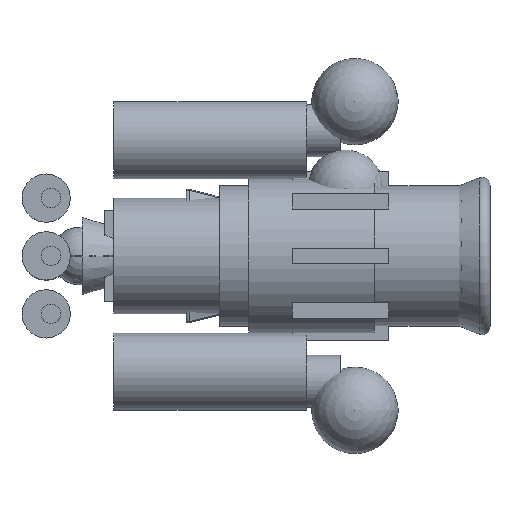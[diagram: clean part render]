
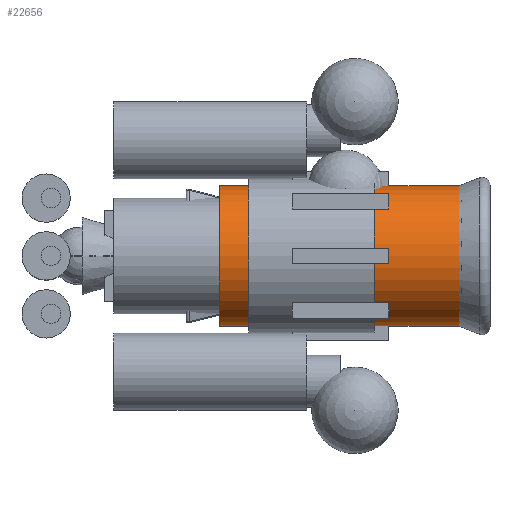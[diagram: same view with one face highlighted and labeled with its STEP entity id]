
A CAD part, top view. The second image highlights one B-rep face of the part: STEP entity #22656.
In plain terms, the highlighted cylindrical face has radius 730000 mm (diameter 1.46e+06 mm), a full revolution.
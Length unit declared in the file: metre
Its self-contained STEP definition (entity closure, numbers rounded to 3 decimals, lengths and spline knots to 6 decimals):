
#22656 = ADVANCED_FACE('',(#22657),#22670,.T.);
#22657 = FACE_BOUND('',#22658,.T.);
#22658 = EDGE_LOOP('',(#22659,#22693,#22716,#22743));
#22659 = ORIENTED_EDGE('',*,*,#22660,.F.);
#22660 = EDGE_CURVE('',#22661,#22661,#22663,.T.);
#22661 = VERTEX_POINT('',#22662);
#22662 = CARTESIAN_POINT('',(730.,0.,2500.));
#22663 = SURFACE_CURVE('',#22664,(#22669,#22681),.PCURVE_S1.);
#22664 = CIRCLE('',#22665,730.);
#22665 = AXIS2_PLACEMENT_3D('',#22666,#22667,#22668);
#22666 = CARTESIAN_POINT('',(0.,0.,2500.));
#22667 = DIRECTION('',(0.,0.,1.));
#22668 = DIRECTION('',(1.,0.,-0.));
#22669 = PCURVE('',#22670,#22675);
#22670 = CYLINDRICAL_SURFACE('',#22671,730.);
#22671 = AXIS2_PLACEMENT_3D('',#22672,#22673,#22674);
#22672 = CARTESIAN_POINT('',(0.,0.,0.));
#22673 = DIRECTION('',(0.,0.,1.));
#22674 = DIRECTION('',(1.,0.,-0.));
#22675 = DEFINITIONAL_REPRESENTATION('',(#22676),#22680);
#22676 = LINE('',#22677,#22678);
#22677 = CARTESIAN_POINT('',(0.,2500.));
#22678 = VECTOR('',#22679,1.);
#22679 = DIRECTION('',(1.,0.));
#22680 = ( GEOMETRIC_REPRESENTATION_CONTEXT(2) 
PARAMETRIC_REPRESENTATION_CONTEXT() REPRESENTATION_CONTEXT('2D SPACE',''
  ) );
#22681 = PCURVE('',#22682,#22687);
#22682 = PLANE('',#22683);
#22683 = AXIS2_PLACEMENT_3D('',#22684,#22685,#22686);
#22684 = CARTESIAN_POINT('',(0.,0.,2500.));
#22685 = DIRECTION('',(0.,0.,1.));
#22686 = DIRECTION('',(1.,0.,-0.));
#22687 = DEFINITIONAL_REPRESENTATION('',(#22688),#22692);
#22688 = CIRCLE('',#22689,730.);
#22689 = AXIS2_PLACEMENT_2D('',#22690,#22691);
#22690 = CARTESIAN_POINT('',(0.,0.));
#22691 = DIRECTION('',(1.,0.));
#22692 = ( GEOMETRIC_REPRESENTATION_CONTEXT(2) 
PARAMETRIC_REPRESENTATION_CONTEXT() REPRESENTATION_CONTEXT('2D SPACE',''
  ) );
#22693 = ORIENTED_EDGE('',*,*,#22694,.F.);
#22694 = EDGE_CURVE('',#22695,#22661,#22697,.T.);
#22695 = VERTEX_POINT('',#22696);
#22696 = CARTESIAN_POINT('',(730.,0.,0.));
#22697 = SEAM_CURVE('',#22698,(#22702,#22709),.PCURVE_S1.);
#22698 = LINE('',#22699,#22700);
#22699 = CARTESIAN_POINT('',(730.,0.,0.));
#22700 = VECTOR('',#22701,1.);
#22701 = DIRECTION('',(0.,0.,1.));
#22702 = PCURVE('',#22670,#22703);
#22703 = DEFINITIONAL_REPRESENTATION('',(#22704),#22708);
#22704 = LINE('',#22705,#22706);
#22705 = CARTESIAN_POINT('',(6.283,-0.));
#22706 = VECTOR('',#22707,1.);
#22707 = DIRECTION('',(0.,1.));
#22708 = ( GEOMETRIC_REPRESENTATION_CONTEXT(2) 
PARAMETRIC_REPRESENTATION_CONTEXT() REPRESENTATION_CONTEXT('2D SPACE',''
  ) );
#22709 = PCURVE('',#22670,#22710);
#22710 = DEFINITIONAL_REPRESENTATION('',(#22711),#22715);
#22711 = LINE('',#22712,#22713);
#22712 = CARTESIAN_POINT('',(0.,-0.));
#22713 = VECTOR('',#22714,1.);
#22714 = DIRECTION('',(0.,1.));
#22715 = ( GEOMETRIC_REPRESENTATION_CONTEXT(2) 
PARAMETRIC_REPRESENTATION_CONTEXT() REPRESENTATION_CONTEXT('2D SPACE',''
  ) );
#22716 = ORIENTED_EDGE('',*,*,#22717,.T.);
#22717 = EDGE_CURVE('',#22695,#22695,#22718,.T.);
#22718 = SURFACE_CURVE('',#22719,(#22724,#22731),.PCURVE_S1.);
#22719 = CIRCLE('',#22720,730.);
#22720 = AXIS2_PLACEMENT_3D('',#22721,#22722,#22723);
#22721 = CARTESIAN_POINT('',(0.,0.,0.));
#22722 = DIRECTION('',(0.,0.,1.));
#22723 = DIRECTION('',(1.,0.,-0.));
#22724 = PCURVE('',#22670,#22725);
#22725 = DEFINITIONAL_REPRESENTATION('',(#22726),#22730);
#22726 = LINE('',#22727,#22728);
#22727 = CARTESIAN_POINT('',(0.,0.));
#22728 = VECTOR('',#22729,1.);
#22729 = DIRECTION('',(1.,0.));
#22730 = ( GEOMETRIC_REPRESENTATION_CONTEXT(2) 
PARAMETRIC_REPRESENTATION_CONTEXT() REPRESENTATION_CONTEXT('2D SPACE',''
  ) );
#22731 = PCURVE('',#22732,#22737);
#22732 = PLANE('',#22733);
#22733 = AXIS2_PLACEMENT_3D('',#22734,#22735,#22736);
#22734 = CARTESIAN_POINT('',(0.,0.,0.));
#22735 = DIRECTION('',(0.,0.,1.));
#22736 = DIRECTION('',(1.,0.,-0.));
#22737 = DEFINITIONAL_REPRESENTATION('',(#22738),#22742);
#22738 = CIRCLE('',#22739,730.);
#22739 = AXIS2_PLACEMENT_2D('',#22740,#22741);
#22740 = CARTESIAN_POINT('',(0.,0.));
#22741 = DIRECTION('',(1.,0.));
#22742 = ( GEOMETRIC_REPRESENTATION_CONTEXT(2) 
PARAMETRIC_REPRESENTATION_CONTEXT() REPRESENTATION_CONTEXT('2D SPACE',''
  ) );
#22743 = ORIENTED_EDGE('',*,*,#22694,.T.);
